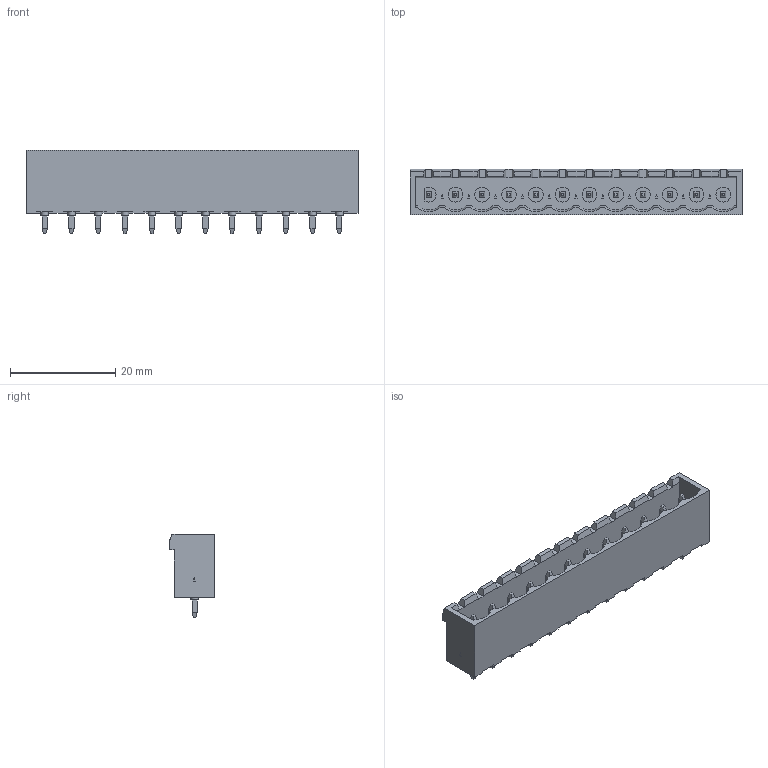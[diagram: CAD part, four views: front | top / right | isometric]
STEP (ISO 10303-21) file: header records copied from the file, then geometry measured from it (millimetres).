
FILE_DESCRIPTION(/* description */ (''),/* implementation_level */ '2;1');
FILE_NAME(/* name */ 'PHOENIX_1755833.stp',/* time_stamp */ '2016-09-19T16:46:19+02:00',/* author */ ('jchouvet'),/* organization */ (''),/* preprocessor_version */ 'ST-DEVELOPER v16.1',/* originating_system */ 'AutoCAD Mechanical',/* authorisation */ '');
FILE_SCHEMA (('AUTOMOTIVE_DESIGN { 1 0 10303 214 3 1 1 }'));
Length unit declared in the file: millimetre
Products named in the file (1): Product
Bounding box: 62.96 x 8.6 x 15.9 mm (x, y, z)
Volume: 3135.9 mm3; surface area: 4698.6 mm2
Topology: 49 solids, 49 shells, 623 faces, 1350 edges, 864 vertices
Faces by surface type: plane 545, cylinder 54, sphere 12, cone 12
Full cylindrical faces by diameter (mm): 0.434 x1, 1.4 x12, 2.8 x11
Entity records: 16419 total; most frequent: CARTESIAN_POINT 2862, DIRECTION 2682, ORIENTED_EDGE 2652, EDGE_CURVE 1326, LINE 1170, VECTOR 1170, VERTEX_POINT 864, AXIS2_PLACEMENT_3D 756
